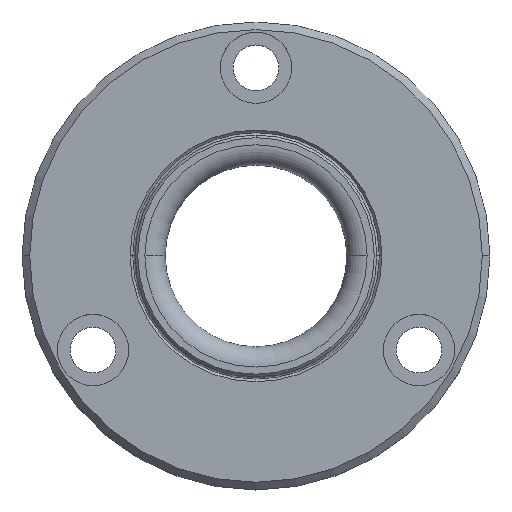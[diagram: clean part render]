
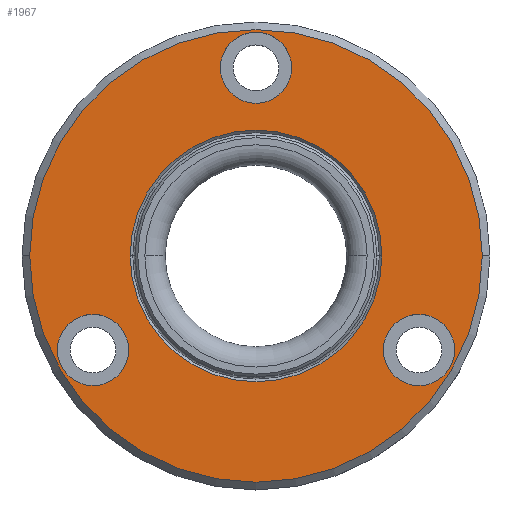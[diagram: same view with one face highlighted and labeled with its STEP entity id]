
A CAD part, top view. The second image highlights one B-rep face of the part: STEP entity #1967.
In plain terms, the highlighted planar face has unit normal (0, 0, 1).
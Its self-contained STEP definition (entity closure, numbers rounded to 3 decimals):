
#83=CARTESIAN_POINT('',(44.5,0.0,0.0));
#84=VERTEX_POINT('',#83);
#100=CARTESIAN_POINT('',(-44.5,0.,0.0));
#101=VERTEX_POINT('',#100);
#108=CARTESIAN_POINT('',(0.0,0.0,0.0));
#109=DIRECTION('',(0.0,0.0,1.0));
#110=DIRECTION('',(1.0,0.0,0.0));
#111=AXIS2_PLACEMENT_3D('',#108,#109,#110);
#112=CIRCLE('',#111,44.5);
#113=EDGE_CURVE('',#84,#101,#112,.T.);
#419=CARTESIAN_POINT('',(24.75,0.0,0.));
#420=VERTEX_POINT('',#419);
#428=CARTESIAN_POINT('',(-24.75,0.,0.));
#429=VERTEX_POINT('',#428);
#436=CARTESIAN_POINT('',(0.0,0.0,0.));
#437=DIRECTION('',(0.0,0.0,1.0));
#438=DIRECTION('',(1.0,0.0,0.0));
#439=AXIS2_PLACEMENT_3D('',#436,#437,#438);
#440=CIRCLE('',#439,24.75);
#441=EDGE_CURVE('',#429,#420,#440,.T.);
#453=CARTESIAN_POINT('',(-25.043,-18.5,0.0));
#454=VERTEX_POINT('',#453);
#470=CARTESIAN_POINT('',(-39.043,-18.5,0.));
#471=VERTEX_POINT('',#470);
#478=CARTESIAN_POINT('',(-32.043,-18.5,0.));
#479=DIRECTION('',(0.0,0.0,-1.0));
#480=DIRECTION('',(1.0,0.0,0.0));
#481=AXIS2_PLACEMENT_3D('',#478,#479,#480);
#482=CIRCLE('',#481,7.0);
#483=EDGE_CURVE('',#454,#471,#482,.T.);
#495=CARTESIAN_POINT('',(7.0,37.,0.0));
#496=VERTEX_POINT('',#495);
#512=CARTESIAN_POINT('',(-7.0,37.,0.));
#513=VERTEX_POINT('',#512);
#520=CARTESIAN_POINT('',(0.0,37.,0.));
#521=DIRECTION('',(0.0,0.0,-1.0));
#522=DIRECTION('',(1.0,0.0,0.0));
#523=AXIS2_PLACEMENT_3D('',#520,#521,#522);
#524=CIRCLE('',#523,7.0);
#525=EDGE_CURVE('',#496,#513,#524,.T.);
#537=CARTESIAN_POINT('',(39.043,-18.5,0.0));
#538=VERTEX_POINT('',#537);
#554=CARTESIAN_POINT('',(25.043,-18.5,0.));
#555=VERTEX_POINT('',#554);
#562=CARTESIAN_POINT('',(32.043,-18.5,0.));
#563=DIRECTION('',(0.0,0.0,-1.0));
#564=DIRECTION('',(1.0,0.0,0.0));
#565=AXIS2_PLACEMENT_3D('',#562,#563,#564);
#566=CIRCLE('',#565,7.0);
#567=EDGE_CURVE('',#538,#555,#566,.T.);
#1582=CARTESIAN_POINT('',(32.043,-18.5,0.));
#1583=DIRECTION('',(0.0,0.0,-1.0));
#1584=DIRECTION('',(1.0,0.0,0.0));
#1585=AXIS2_PLACEMENT_3D('',#1582,#1583,#1584);
#1586=CIRCLE('',#1585,7.0);
#1587=EDGE_CURVE('',#555,#538,#1586,.T.);
#1620=CARTESIAN_POINT('',(0.0,37.,0.));
#1621=DIRECTION('',(0.0,0.0,-1.0));
#1622=DIRECTION('',(1.0,0.0,0.0));
#1623=AXIS2_PLACEMENT_3D('',#1620,#1621,#1622);
#1624=CIRCLE('',#1623,7.0);
#1625=EDGE_CURVE('',#513,#496,#1624,.T.);
#1658=CARTESIAN_POINT('',(-32.043,-18.5,0.));
#1659=DIRECTION('',(0.0,0.0,-1.0));
#1660=DIRECTION('',(1.0,0.0,0.0));
#1661=AXIS2_PLACEMENT_3D('',#1658,#1659,#1660);
#1662=CIRCLE('',#1661,7.0);
#1663=EDGE_CURVE('',#471,#454,#1662,.T.);
#1696=CARTESIAN_POINT('',(0.0,0.0,0.));
#1697=DIRECTION('',(0.0,0.0,1.0));
#1698=DIRECTION('',(1.0,0.0,0.0));
#1699=AXIS2_PLACEMENT_3D('',#1696,#1697,#1698);
#1700=CIRCLE('',#1699,24.75);
#1701=EDGE_CURVE('',#420,#429,#1700,.T.);
#1930=CARTESIAN_POINT('',(0.0,0.0,0.0));
#1931=DIRECTION('',(0.0,0.0,1.0));
#1932=DIRECTION('',(1.0,0.0,0.0));
#1933=AXIS2_PLACEMENT_3D('',#1930,#1931,#1932);
#1934=CIRCLE('',#1933,44.5);
#1935=EDGE_CURVE('',#101,#84,#1934,.T.);
#1942=CARTESIAN_POINT('',(34.625,0.0,0.));
#1943=DIRECTION('',(0.0,0.0,1.0));
#1944=DIRECTION('',(0.0,-1.0,0.0));
#1945=AXIS2_PLACEMENT_3D('',#1942,#1943,#1944);
#1946=PLANE('',#1945);
#1947=ORIENTED_EDGE('',*,*,#113,.T.);
#1948=ORIENTED_EDGE('',*,*,#1935,.T.);
#1949=EDGE_LOOP('',(#1947,#1948));
#1950=FACE_OUTER_BOUND('',#1949,.T.);
#1951=ORIENTED_EDGE('',*,*,#567,.T.);
#1952=ORIENTED_EDGE('',*,*,#1587,.T.);
#1953=EDGE_LOOP('',(#1951,#1952));
#1954=FACE_BOUND('',#1953,.T.);
#1955=ORIENTED_EDGE('',*,*,#525,.T.);
#1956=ORIENTED_EDGE('',*,*,#1625,.T.);
#1957=EDGE_LOOP('',(#1955,#1956));
#1958=FACE_BOUND('',#1957,.T.);
#1959=ORIENTED_EDGE('',*,*,#483,.T.);
#1960=ORIENTED_EDGE('',*,*,#1663,.T.);
#1961=EDGE_LOOP('',(#1959,#1960));
#1962=FACE_BOUND('',#1961,.T.);
#1963=ORIENTED_EDGE('',*,*,#1701,.F.);
#1964=ORIENTED_EDGE('',*,*,#441,.F.);
#1965=EDGE_LOOP('',(#1963,#1964));
#1966=FACE_BOUND('',#1965,.T.);
#1967=ADVANCED_FACE('',(#1950,#1954,#1958,#1962,#1966),#1946,.T.);
